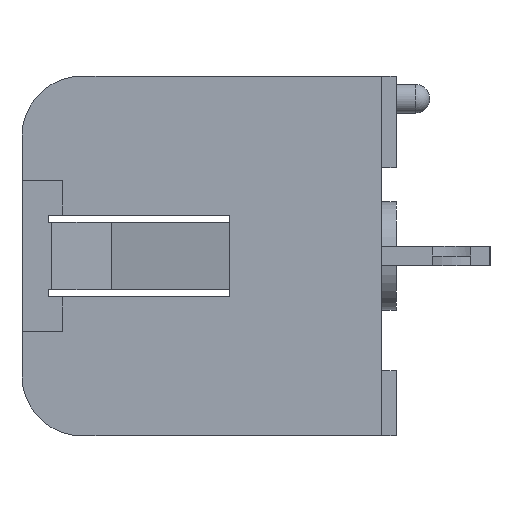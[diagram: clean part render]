
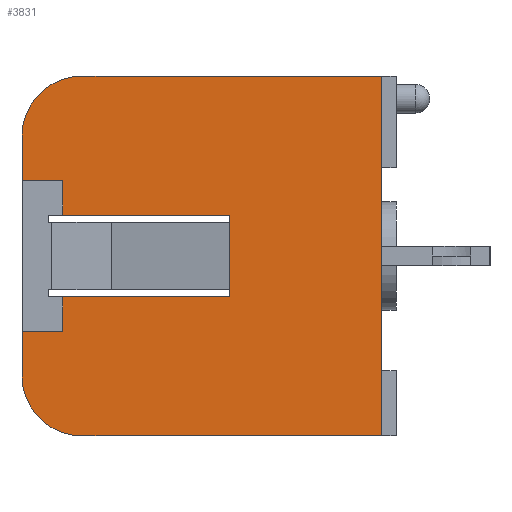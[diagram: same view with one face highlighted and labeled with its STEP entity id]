
A CAD part, left-side view. The second image highlights one B-rep face of the part: STEP entity #3831.
In plain terms, the highlighted planar face has unit normal (-1, 0, 0).
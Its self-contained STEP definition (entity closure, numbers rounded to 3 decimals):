
#158 = CARTESIAN_POINT ( 'NONE',  ( -21.02, 19.05, -4. ) ) ;
#297 = LINE ( 'NONE', #4394, #5710 ) ;
#323 = AXIS2_PLACEMENT_3D ( 'NONE', #7078, #8632, #397 ) ;
#397 = DIRECTION ( 'NONE',  ( 0., 0., -1. ) ) ;
#550 = LINE ( 'NONE', #2475, #4317 ) ;
#563 = CARTESIAN_POINT ( 'NONE',  ( -21.02, 19.05, 4. ) ) ;
#600 = CARTESIAN_POINT ( 'NONE',  ( -21.02, 16.9, 2.159 ) ) ;
#635 = CARTESIAN_POINT ( 'NONE',  ( -21.02, 0., -9.525 ) ) ;
#740 = ORIENTED_EDGE ( 'NONE', *, *, #853, .F. ) ;
#791 = EDGE_LOOP ( 'NONE', ( #8415, #5814, #4663, #3765, #7354, #3910, #2992, #740, #1040, #4633, #3515, #2204, #9741, #844 ) ) ;
#844 = ORIENTED_EDGE ( 'NONE', *, *, #1576, .T. ) ;
#853 = EDGE_CURVE ( 'NONE', #8877, #4590, #7157, .T. ) ;
#972 = CARTESIAN_POINT ( 'NONE',  ( -21.02, 19.05, 9.525 ) ) ;
#1030 = CARTESIAN_POINT ( 'NONE',  ( -21.02, 0., 9.525 ) ) ;
#1040 = ORIENTED_EDGE ( 'NONE', *, *, #7560, .T. ) ;
#1050 = DIRECTION ( 'NONE',  ( 0., 0., 1. ) ) ;
#1175 = VECTOR ( 'NONE', #9131, 1000. ) ;
#1310 = VECTOR ( 'NONE', #6741, 1000. ) ;
#1497 = VERTEX_POINT ( 'NONE', #7108 ) ;
#1515 = DIRECTION ( 'NONE',  ( 0., 0., -1. ) ) ;
#1576 = EDGE_CURVE ( 'NONE', #2751, #5706, #1627, .T. ) ;
#1579 = CARTESIAN_POINT ( 'NONE',  ( -21.02, 15.875, -6.35 ) ) ;
#1627 = LINE ( 'NONE', #8690, #5369 ) ;
#1639 = PLANE ( 'NONE',  #4081 ) ;
#1697 = EDGE_CURVE ( 'NONE', #4707, #3954, #4677, .T. ) ;
#1703 = CARTESIAN_POINT ( 'NONE',  ( -21.02, 16.9, 2.159 ) ) ;
#1806 = CARTESIAN_POINT ( 'NONE',  ( -21.02, 16.9, -4. ) ) ;
#1874 = CARTESIAN_POINT ( 'NONE',  ( -21.02, 16.9, -2.159 ) ) ;
#1910 = CARTESIAN_POINT ( 'NONE',  ( -21.02, 19.05, 6.35 ) ) ;
#2133 = CIRCLE ( 'NONE', #323, 3.175 ) ;
#2204 = ORIENTED_EDGE ( 'NONE', *, *, #6593, .T. ) ;
#2381 = LINE ( 'NONE', #7225, #6353 ) ;
#2475 = CARTESIAN_POINT ( 'NONE',  ( -21.02, 19.05, -9.525 ) ) ;
#2606 = LINE ( 'NONE', #7704, #7427 ) ;
#2751 = VERTEX_POINT ( 'NONE', #8850 ) ;
#2914 = DIRECTION ( 'NONE',  ( 0., 0., -1. ) ) ;
#2992 = ORIENTED_EDGE ( 'NONE', *, *, #4481, .T. ) ;
#3355 = AXIS2_PLACEMENT_3D ( 'NONE', #1579, #6000, #1515 ) ;
#3391 = CARTESIAN_POINT ( 'NONE',  ( -21.02, 19.05, 9.525 ) ) ;
#3515 = ORIENTED_EDGE ( 'NONE', *, *, #3892, .T. ) ;
#3593 = VERTEX_POINT ( 'NONE', #7913 ) ;
#3765 = ORIENTED_EDGE ( 'NONE', *, *, #8589, .T. ) ;
#3831 = ADVANCED_FACE ( 'NONE', ( #7192 ), #1639, .F. ) ;
#3856 = VERTEX_POINT ( 'NONE', #6097 ) ;
#3892 = EDGE_CURVE ( 'NONE', #9017, #3856, #5764, .T. ) ;
#3901 = CARTESIAN_POINT ( 'NONE',  ( -21.02, 0., 4. ) ) ;
#3910 = ORIENTED_EDGE ( 'NONE', *, *, #1697, .F. ) ;
#3954 = VERTEX_POINT ( 'NONE', #1030 ) ;
#4081 = AXIS2_PLACEMENT_3D ( 'NONE', #972, #6895, #7743 ) ;
#4220 = CARTESIAN_POINT ( 'NONE',  ( -21.02, 15.875, -9.525 ) ) ;
#4231 = DIRECTION ( 'NONE',  ( 0., 0., -1. ) ) ;
#4237 = CARTESIAN_POINT ( 'NONE',  ( -21.02, 15.875, 9.525 ) ) ;
#4317 = VECTOR ( 'NONE', #6886, 1000. ) ;
#4394 = CARTESIAN_POINT ( 'NONE',  ( -21.02, 16.9, 2.159 ) ) ;
#4445 = EDGE_CURVE ( 'NONE', #7022, #5706, #2606, .T. ) ;
#4481 = EDGE_CURVE ( 'NONE', #4707, #4590, #2133, .T. ) ;
#4590 = VERTEX_POINT ( 'NONE', #1910 ) ;
#4633 = ORIENTED_EDGE ( 'NONE', *, *, #9616, .T. ) ;
#4647 = DIRECTION ( 'NONE',  ( 0., -1., 0. ) ) ;
#4663 = ORIENTED_EDGE ( 'NONE', *, *, #5175, .T. ) ;
#4677 = LINE ( 'NONE', #6013, #8570 ) ;
#4707 = VERTEX_POINT ( 'NONE', #4237 ) ;
#5175 = EDGE_CURVE ( 'NONE', #7175, #7362, #5447, .T. ) ;
#5178 = DIRECTION ( 'NONE',  ( 0., 0., -1. ) ) ;
#5259 = DIRECTION ( 'NONE',  ( 0., -1., 0. ) ) ;
#5333 = EDGE_CURVE ( 'NONE', #2751, #1497, #9085, .T. ) ;
#5369 = VECTOR ( 'NONE', #2914, 1000. ) ;
#5390 = VECTOR ( 'NONE', #5517, 1000. ) ;
#5427 = VERTEX_POINT ( 'NONE', #635 ) ;
#5447 = CIRCLE ( 'NONE', #3355, 3.175 ) ;
#5517 = DIRECTION ( 'NONE',  ( 0., 0., 1. ) ) ;
#5553 = CARTESIAN_POINT ( 'NONE',  ( -21.02, 19.05, 9.525 ) ) ;
#5706 = VERTEX_POINT ( 'NONE', #1806 ) ;
#5710 = VECTOR ( 'NONE', #5178, 1000. ) ;
#5764 = LINE ( 'NONE', #1703, #6356 ) ;
#5814 = ORIENTED_EDGE ( 'NONE', *, *, #7908, .F. ) ;
#6000 = DIRECTION ( 'NONE',  ( -1., 0., 0. ) ) ;
#6013 = CARTESIAN_POINT ( 'NONE',  ( -21.02, 19.05, 9.525 ) ) ;
#6097 = CARTESIAN_POINT ( 'NONE',  ( -21.02, 8.05, 2.159 ) ) ;
#6126 = DIRECTION ( 'NONE',  ( 0., -1., 0. ) ) ;
#6315 = CARTESIAN_POINT ( 'NONE',  ( -21.02, 19.05, -6.35 ) ) ;
#6353 = VECTOR ( 'NONE', #4231, 1000. ) ;
#6356 = VECTOR ( 'NONE', #6126, 1000. ) ;
#6518 = CARTESIAN_POINT ( 'NONE',  ( -21.02, 0., 9.525 ) ) ;
#6593 = EDGE_CURVE ( 'NONE', #3856, #1497, #2381, .T. ) ;
#6741 = DIRECTION ( 'NONE',  ( 0., -1., 0. ) ) ;
#6886 = DIRECTION ( 'NONE',  ( 0., -1., 0. ) ) ;
#6895 = DIRECTION ( 'NONE',  ( 1., 0., 0. ) ) ;
#7022 = VERTEX_POINT ( 'NONE', #158 ) ;
#7078 = CARTESIAN_POINT ( 'NONE',  ( -21.02, 15.875, 6.35 ) ) ;
#7108 = CARTESIAN_POINT ( 'NONE',  ( -21.02, 8.05, -2.159 ) ) ;
#7157 = LINE ( 'NONE', #5553, #7272 ) ;
#7175 = VERTEX_POINT ( 'NONE', #6315 ) ;
#7192 = FACE_OUTER_BOUND ( 'NONE', #791, .T. ) ;
#7225 = CARTESIAN_POINT ( 'NONE',  ( -21.02, 8.05, 0. ) ) ;
#7272 = VECTOR ( 'NONE', #1050, 1000. ) ;
#7283 = DIRECTION ( 'NONE',  ( 0., 0., 1. ) ) ;
#7329 = EDGE_CURVE ( 'NONE', #5427, #3954, #7647, .T. ) ;
#7354 = ORIENTED_EDGE ( 'NONE', *, *, #7329, .T. ) ;
#7362 = VERTEX_POINT ( 'NONE', #4220 ) ;
#7427 = VECTOR ( 'NONE', #4647, 1000. ) ;
#7560 = EDGE_CURVE ( 'NONE', #8877, #3593, #9179, .T. ) ;
#7647 = LINE ( 'NONE', #6518, #9064 ) ;
#7704 = CARTESIAN_POINT ( 'NONE',  ( -21.02, 0., -4. ) ) ;
#7743 = DIRECTION ( 'NONE',  ( 0., 0., -1. ) ) ;
#7908 = EDGE_CURVE ( 'NONE', #7175, #7022, #9512, .T. ) ;
#7913 = CARTESIAN_POINT ( 'NONE',  ( -21.02, 16.9, 4. ) ) ;
#8415 = ORIENTED_EDGE ( 'NONE', *, *, #4445, .F. ) ;
#8570 = VECTOR ( 'NONE', #5259, 1000. ) ;
#8589 = EDGE_CURVE ( 'NONE', #7362, #5427, #550, .T. ) ;
#8632 = DIRECTION ( 'NONE',  ( -1., 0., 0. ) ) ;
#8690 = CARTESIAN_POINT ( 'NONE',  ( -21.02, 16.9, -2.159 ) ) ;
#8850 = CARTESIAN_POINT ( 'NONE',  ( -21.02, 16.9, -2.159 ) ) ;
#8877 = VERTEX_POINT ( 'NONE', #563 ) ;
#9017 = VERTEX_POINT ( 'NONE', #600 ) ;
#9064 = VECTOR ( 'NONE', #7283, 1000. ) ;
#9085 = LINE ( 'NONE', #1874, #1310 ) ;
#9131 = DIRECTION ( 'NONE',  ( 0., -1., 0. ) ) ;
#9179 = LINE ( 'NONE', #3901, #1175 ) ;
#9512 = LINE ( 'NONE', #3391, #5390 ) ;
#9616 = EDGE_CURVE ( 'NONE', #3593, #9017, #297, .T. ) ;
#9741 = ORIENTED_EDGE ( 'NONE', *, *, #5333, .F. ) ;
